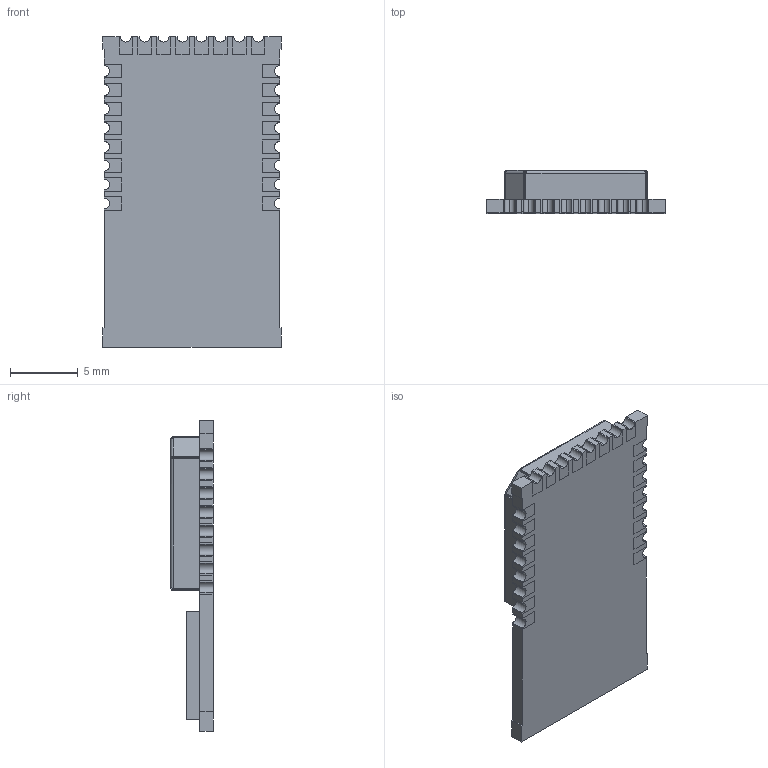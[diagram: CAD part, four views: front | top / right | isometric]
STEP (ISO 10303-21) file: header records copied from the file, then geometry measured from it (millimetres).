
FILE_DESCRIPTION (( 'STEP AP214' ), '1' );
FILE_NAME ('DWM1000.STEP', '2018-06-12T09:01:10', ( '' ), ( '' ), 'SwSTEP 2.0', 'SolidWorks 2017', '' );
FILE_SCHEMA (( 'AUTOMOTIVE_DESIGN' ));
Length unit declared in the file: millimetre
Products named in the file (1): DWM1000
Bounding box: 13.2 x 3.15 x 23 mm (x, y, z)
Volume: 365.2 mm3; surface area: 1334.3 mm2
Topology: 27 solids, 27 shells, 485 faces, 1149 edges, 718 vertices
Faces by surface type: plane 364, cylinder 109, bspline 12
Entity records: 14209 total; most frequent: CARTESIAN_POINT 2749, ORIENTED_EDGE 2298, DIRECTION 2267, EDGE_CURVE 1149, LINE 931, VECTOR 931, VERTEX_POINT 718, AXIS2_PLACEMENT_3D 668
